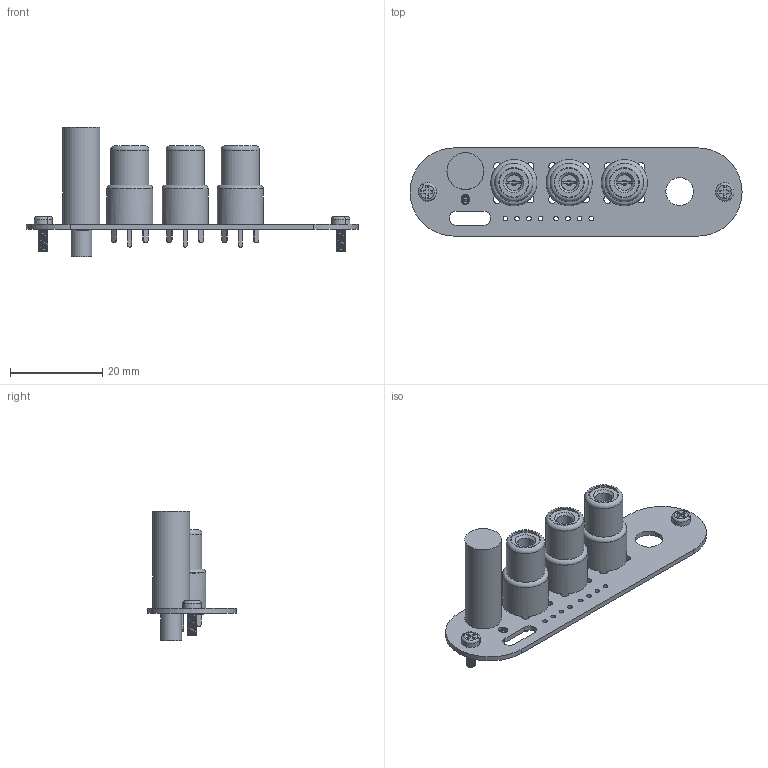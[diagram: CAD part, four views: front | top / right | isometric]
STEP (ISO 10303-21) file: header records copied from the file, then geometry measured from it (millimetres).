
FILE_DESCRIPTION(('Open CASCADE Model'),'2;1');
FILE_NAME('Open CASCADE Shape Model','2019-04-07T17:55:25',('Author'),( 'Open CASCADE'),'Open CASCADE STEP processor 6.8','Open CASCADE 6.8' ,'Unknown');
FILE_SCHEMA(('AUTOMOTIVE_DESIGN { 1 0 10303 214 1 1 1 1 }'));
Length unit declared in the file: millimetre
Products named in the file (17): PCB; Board; Open CASCADE STEP translator 6.8 6.1.1; LED1; 5976x0160xf; MH2; vis_m3.6; MH1; JP5; lumberg_btor1; JP2; JP1; Free-Models; 7498950240; Cylinder; 5612946512
Assembly tree (19 placements, depth 4):
  PCB
    Board
      Open CASCADE STEP translator 6.8 6.1.1
    LED1
      5976x0160xf
    MH2
      vis_m3.6
    MH1
      vis_m3.6
    JP5
      lumberg_btor1
    JP2
      lumberg_btor1
    JP1
      lumberg_btor1
    Free-Models
      7498950240
        Cylinder
      5612946512
        Cylinder
Bounding box: 72.04 x 19.15 x 28 mm (x, y, z)
Volume: 4667.5 mm3; surface area: 8330.5 mm2
Topology: 9 solids, 9 shells, 532 faces, 1479 edges, 965 vertices
Faces by surface type: plane 249, cylinder 162, bspline 100, torus 14, cone 5, sphere 2
Full cylindrical faces by diameter (mm): 1 x8, 1.2 x3, 1.7 x12, 3.4 x3, 3.5 x2, 4.5 x1, 4.6 x1, 6 x1, 6.3 x3, 8 x1, 8.3 x3, 9.6 x3, 10 x3
Entity records: 12874 total; most frequent: CARTESIAN_POINT 6005, ORIENTED_EDGE 1486, DIRECTION 1178, EDGE_CURVE 743, VERTEX_POINT 486, AXIS2_PLACEMENT_3D 396, LINE 386, VECTOR 386
